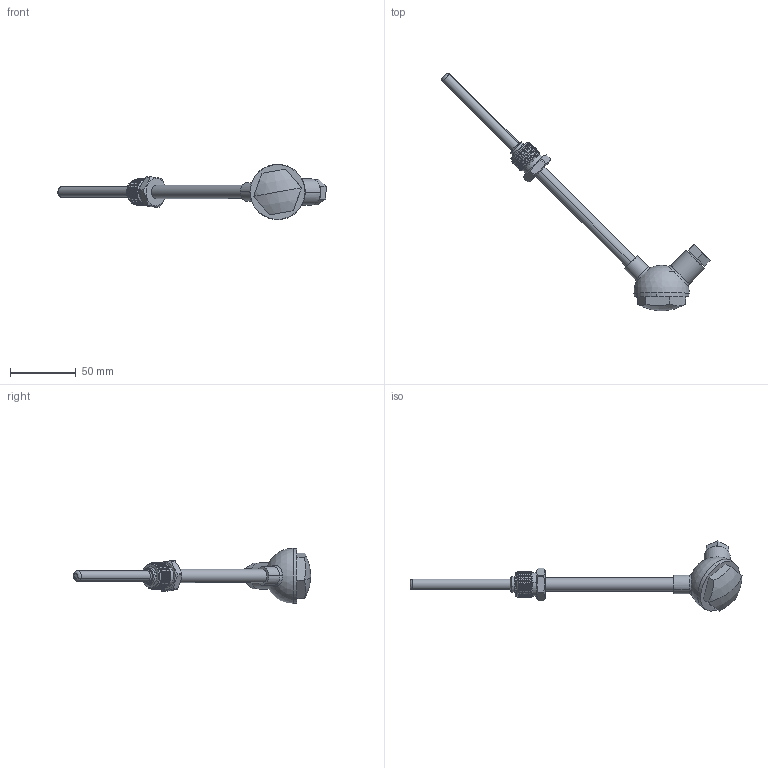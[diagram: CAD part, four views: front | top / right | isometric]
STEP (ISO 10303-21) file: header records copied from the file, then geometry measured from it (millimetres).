
FILE_DESCRIPTION (( 'STEP AP214' ), '1' );
FILE_NAME ('ﾄﾒﾑ035-50ﾌ.ﾂ3.80.STEP', '2020-02-26T13:32:36', ( '' ), ( '' ), 'SwSTEP 2.0', 'SolidWorks 2019', '' );
FILE_SCHEMA (( 'AUTOMOTIVE_DESIGN' ));
Length unit declared in the file: millimetre
Products named in the file (15): ﾄﾒﾑ035-50ﾌ.ﾂ3.80; Òðóáêà ä10; Ïðîâîä õ3 035; 鎗鵻罻 015; (068)ﾊﾓﾂﾔ.711141.430.068 ﾄﾒﾑ035; 视略.712521.420.202(署赅); 忺摎錪2; ﾘ琺矜; 忺摎錪3; Ãàéêà 22 íà 10; Ãàéêà; Ïåðåõîä 1ê1 ÄÒÑ035; Ãîëîâêà äàò÷èêà ìàëàÿ; Òðóáêà ä8  ÄÒÑ035Ë; 忺摎錪1
Assembly tree (30 placements, depth 2):
  ﾄﾒﾑ035-50ﾌ.ﾂ3.80
    Ãîëîâêà äàò÷èêà ìàëàÿ
    视略.712521.420.202(署赅)
    ﾘ琺矜  x12
    Ãàéêà  x6
    忺摎錪1
    忺摎錪2
    忺摎錪3
    Òðóáêà ä10
    Ãàéêà 22 íà 10
    Òðóáêà ä8  ÄÒÑ035Ë
    (068)ﾊﾓﾂﾔ.711141.430.068 ﾄﾒﾑ035
    Ïåðåõîä 1ê1 ÄÒÑ035
    鎗鵻罻 015
    Ïðîâîä õ3 035
Bounding box: 203.61 x 180.24 x 42 mm (x, y, z)
Volume: 40962.7 mm3; surface area: 38340.4 mm2
Topology: 30 solids, 30 shells, 496 faces, 1118 edges, 702 vertices
Faces by surface type: cylinder 173, plane 162, bspline 86, cone 60, torus 10, sphere 5
Entity records: 17151 total; most frequent: CARTESIAN_POINT 8472, ORIENTED_EDGE 1598, DIRECTION 1483, EDGE_CURVE 799, AXIS2_PLACEMENT_3D 620, VERTEX_POINT 500, EDGE_LOOP 391, FACE_OUTER_BOUND 350
